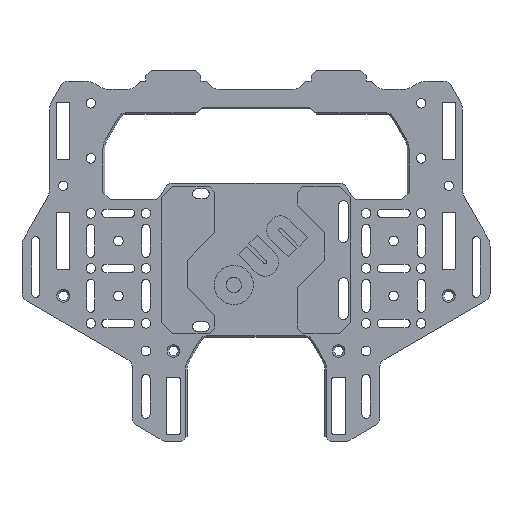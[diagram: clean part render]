
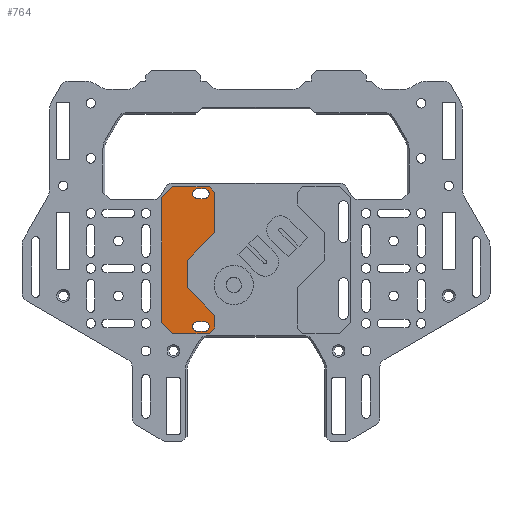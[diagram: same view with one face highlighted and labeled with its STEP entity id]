
A CAD part, top view. The second image highlights one B-rep face of the part: STEP entity #764.
In plain terms, the highlighted planar face has unit normal (0, 0, 1).
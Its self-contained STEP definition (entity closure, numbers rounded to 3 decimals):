
#764=ADVANCED_FACE('',(#3530,#3532,#3534),#3536,.T.);
#3530=FACE_BOUND('',#3531,.T.);
#3531=EDGE_LOOP('',(#5759,#5760,#5761,#5762,#5763,#5764,#5765,#5766,#5767,#5768,
#5769,#5770));
#3532=FACE_BOUND('',#3533,.T.);
#3533=EDGE_LOOP('',(#5771,#5772,#5773,#5774));
#3534=FACE_BOUND('',#3535,.T.);
#3535=EDGE_LOOP('',(#5775,#5776,#5777,#5778));
#3536=PLANE('',#3537);
#3537=AXIS2_PLACEMENT_3D('',#3538,#3539,#3540);
#3538=CARTESIAN_POINT('',(0.,3.,1.8));
#3539=DIRECTION('',(0.,0.,1.));
#3540=DIRECTION('',(0.,-1.,0.));
#5759=ORIENTED_EDGE('',*,*,#6603,.T.);
#5760=ORIENTED_EDGE('',*,*,#6512,.T.);
#5761=ORIENTED_EDGE('',*,*,#6614,.T.);
#5762=ORIENTED_EDGE('',*,*,#6515,.T.);
#5763=ORIENTED_EDGE('',*,*,#6613,.T.);
#5764=ORIENTED_EDGE('',*,*,#6503,.T.);
#5765=ORIENTED_EDGE('',*,*,#6612,.T.);
#5766=ORIENTED_EDGE('',*,*,#6610,.T.);
#5767=ORIENTED_EDGE('',*,*,#6608,.T.);
#5768=ORIENTED_EDGE('',*,*,#6606,.T.);
#5769=ORIENTED_EDGE('',*,*,#6604,.T.);
#5770=ORIENTED_EDGE('',*,*,#6500,.T.);
#5771=ORIENTED_EDGE('',*,*,#6650,.F.);
#5772=ORIENTED_EDGE('',*,*,#6648,.F.);
#5773=ORIENTED_EDGE('',*,*,#6646,.F.);
#5774=ORIENTED_EDGE('',*,*,#6644,.F.);
#5775=ORIENTED_EDGE('',*,*,#6658,.F.);
#5776=ORIENTED_EDGE('',*,*,#6656,.F.);
#5777=ORIENTED_EDGE('',*,*,#6654,.F.);
#5778=ORIENTED_EDGE('',*,*,#6652,.F.);
#6500=EDGE_CURVE('',#8119,#8117,#8120,.F.);
#6503=EDGE_CURVE('',#8124,#8122,#8125,.F.);
#6512=EDGE_CURVE('',#8139,#8137,#8140,.F.);
#6515=EDGE_CURVE('',#8144,#8142,#8145,.F.);
#6603=EDGE_CURVE('',#8117,#8139,#8277,.T.);
#6604=EDGE_CURVE('',#8278,#8119,#8279,.T.);
#6606=EDGE_CURVE('',#8281,#8278,#8282,.T.);
#6608=EDGE_CURVE('',#8284,#8281,#8285,.T.);
#6610=EDGE_CURVE('',#8287,#8284,#8288,.T.);
#6612=EDGE_CURVE('',#8122,#8287,#8290,.T.);
#6613=EDGE_CURVE('',#8142,#8124,#8291,.T.);
#6614=EDGE_CURVE('',#8137,#8144,#8292,.T.);
#6644=EDGE_CURVE('',#8333,#8335,#8336,.T.);
#6646=EDGE_CURVE('',#8335,#8338,#8339,.F.);
#6648=EDGE_CURVE('',#8338,#8341,#8342,.T.);
#6650=EDGE_CURVE('',#8341,#8333,#8344,.F.);
#6652=EDGE_CURVE('',#8345,#8347,#8348,.T.);
#6654=EDGE_CURVE('',#8347,#8350,#8351,.F.);
#6656=EDGE_CURVE('',#8350,#8353,#8354,.T.);
#6658=EDGE_CURVE('',#8353,#8345,#8356,.F.);
#8117=VERTEX_POINT('',#11267);
#8119=VERTEX_POINT('',#11271);
#8120=LINE('',#11272,#11273);
#8122=VERTEX_POINT('',#11278);
#8124=VERTEX_POINT('',#11282);
#8125=LINE('',#11283,#11284);
#8137=VERTEX_POINT('',#11311);
#8139=VERTEX_POINT('',#11315);
#8140=LINE('',#11316,#11317);
#8142=VERTEX_POINT('',#11322);
#8144=VERTEX_POINT('',#11326);
#8145=LINE('',#11327,#11328);
#8277=LINE('',#11635,#11636);
#8278=VERTEX_POINT('',#11638);
#8279=LINE('',#11639,#11640);
#8281=VERTEX_POINT('',#11645);
#8282=LINE('',#11646,#11647);
#8284=VERTEX_POINT('',#11652);
#8285=LINE('',#11653,#11654);
#8287=VERTEX_POINT('',#11659);
#8288=LINE('',#11660,#11661);
#8290=LINE('',#11666,#11667);
#8291=LINE('',#11669,#11670);
#8292=LINE('',#11672,#11673);
#8333=VERTEX_POINT('',#11775);
#8335=VERTEX_POINT('',#11779);
#8336=CIRCLE('',#11780,1.75);
#8338=VERTEX_POINT('',#11787);
#8339=LINE('',#11788,#11789);
#8341=VERTEX_POINT('',#11794);
#8342=CIRCLE('',#11795,1.75);
#8344=LINE('',#11802,#11803);
#8345=VERTEX_POINT('',#11805);
#8347=VERTEX_POINT('',#11809);
#8348=CIRCLE('',#11810,1.75);
#8350=VERTEX_POINT('',#11817);
#8351=LINE('',#11818,#11819);
#8353=VERTEX_POINT('',#11824);
#8354=CIRCLE('',#11825,1.75);
#8356=LINE('',#11832,#11833);
#11267=CARTESIAN_POINT('',(-17.,29.67,1.8));
#11271=CARTESIAN_POINT('',(-15.,27.67,1.8));
#11272=CARTESIAN_POINT('',(-17.,29.67,1.8));
#11273=VECTOR('',#11274,1.);
#11274=DIRECTION('',(0.707,-0.707,0.));
#11278=CARTESIAN_POINT('',(-15.,-21.67,1.8));
#11282=CARTESIAN_POINT('',(-17.,-23.67,1.8));
#11283=CARTESIAN_POINT('',(-15.,-21.67,1.8));
#11284=VECTOR('',#11285,1.);
#11285=DIRECTION('',(-0.707,-0.707,0.));
#11311=CARTESIAN_POINT('',(-34.29,25.67,1.8));
#11315=CARTESIAN_POINT('',(-30.29,29.67,1.8));
#11316=CARTESIAN_POINT('',(-34.29,25.67,1.8));
#11317=VECTOR('',#11318,1.);
#11318=DIRECTION('',(0.707,0.707,0.));
#11322=CARTESIAN_POINT('',(-30.29,-23.67,1.8));
#11326=CARTESIAN_POINT('',(-34.29,-19.67,1.8));
#11327=CARTESIAN_POINT('',(-30.29,-23.67,1.8));
#11328=VECTOR('',#11329,1.);
#11329=DIRECTION('',(-0.707,0.707,0.));
#11635=CARTESIAN_POINT('',(-17.,29.67,1.8));
#11636=VECTOR('',#11637,1.);
#11637=DIRECTION('',(-1.,0.,0.));
#11638=CARTESIAN_POINT('',(-15.,13.,1.8));
#11639=CARTESIAN_POINT('',(-15.,13.,1.8));
#11640=VECTOR('',#11641,1.);
#11641=DIRECTION('',(0.,1.,0.));
#11645=CARTESIAN_POINT('',(-25.,3.,1.8));
#11646=CARTESIAN_POINT('',(-25.,3.,1.8));
#11647=VECTOR('',#11648,1.);
#11648=DIRECTION('',(0.707,0.707,0.));
#11652=CARTESIAN_POINT('',(-25.,-7.,1.8));
#11653=CARTESIAN_POINT('',(-25.,-7.,1.8));
#11654=VECTOR('',#11655,1.);
#11655=DIRECTION('',(0.,1.,0.));
#11659=CARTESIAN_POINT('',(-15.,-17.,1.8));
#11660=CARTESIAN_POINT('',(-15.,-17.,1.8));
#11661=VECTOR('',#11662,1.);
#11662=DIRECTION('',(-0.707,0.707,0.));
#11666=CARTESIAN_POINT('',(-15.,-21.67,1.8));
#11667=VECTOR('',#11668,1.);
#11668=DIRECTION('',(0.,1.,0.));
#11669=CARTESIAN_POINT('',(-30.29,-23.67,1.8));
#11670=VECTOR('',#11671,1.);
#11671=DIRECTION('',(1.,0.,0.));
#11672=CARTESIAN_POINT('',(-34.29,25.67,1.8));
#11673=VECTOR('',#11674,1.);
#11674=DIRECTION('',(0.,-1.,0.));
#11775=CARTESIAN_POINT('',(-21.25,28.88,1.8));
#11779=CARTESIAN_POINT('',(-21.25,25.38,1.8));
#11780=AXIS2_PLACEMENT_3D('',#11781,#11782,#11783);
#11781=CARTESIAN_POINT('',(-21.25,27.13,1.8));
#11782=DIRECTION('',(0.,0.,1.));
#11783=DIRECTION('',(0.,1.,0.));
#11787=CARTESIAN_POINT('',(-18.75,25.38,1.8));
#11788=CARTESIAN_POINT('',(-18.75,25.38,1.8));
#11789=VECTOR('',#11790,1.);
#11790=DIRECTION('',(-1.,0.,0.));
#11794=CARTESIAN_POINT('',(-18.75,28.88,1.8));
#11795=AXIS2_PLACEMENT_3D('',#11796,#11797,#11798);
#11796=CARTESIAN_POINT('',(-18.75,27.13,1.8));
#11797=DIRECTION('',(0.,0.,1.));
#11798=DIRECTION('',(0.,-1.,0.));
#11802=CARTESIAN_POINT('',(-21.25,28.88,1.8));
#11803=VECTOR('',#11804,1.);
#11804=DIRECTION('',(1.,0.,0.));
#11805=CARTESIAN_POINT('',(-21.25,-19.38,1.8));
#11809=CARTESIAN_POINT('',(-21.25,-22.88,1.8));
#11810=AXIS2_PLACEMENT_3D('',#11811,#11812,#11813);
#11811=CARTESIAN_POINT('',(-21.25,-21.13,1.8));
#11812=DIRECTION('',(0.,0.,1.));
#11813=DIRECTION('',(0.,1.,0.));
#11817=CARTESIAN_POINT('',(-18.75,-22.88,1.8));
#11818=CARTESIAN_POINT('',(-18.75,-22.88,1.8));
#11819=VECTOR('',#11820,1.);
#11820=DIRECTION('',(-1.,0.,0.));
#11824=CARTESIAN_POINT('',(-18.75,-19.38,1.8));
#11825=AXIS2_PLACEMENT_3D('',#11826,#11827,#11828);
#11826=CARTESIAN_POINT('',(-18.75,-21.13,1.8));
#11827=DIRECTION('',(0.,0.,1.));
#11828=DIRECTION('',(0.,-1.,0.));
#11832=CARTESIAN_POINT('',(-21.25,-19.38,1.8));
#11833=VECTOR('',#11834,1.);
#11834=DIRECTION('',(1.,0.,0.));
